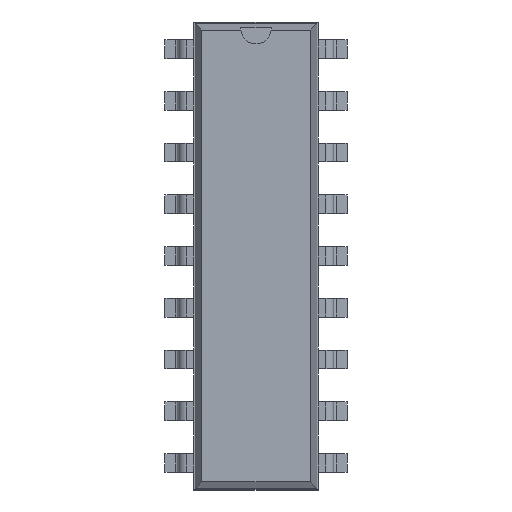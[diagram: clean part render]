
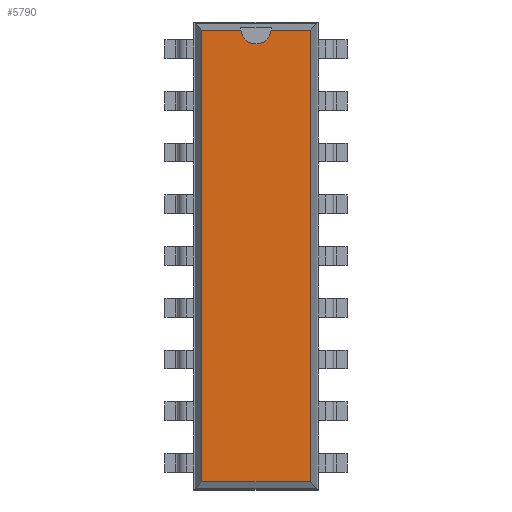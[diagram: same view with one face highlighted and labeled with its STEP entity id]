
A CAD part, top view. The second image highlights one B-rep face of the part: STEP entity #5790.
In plain terms, the highlighted planar face has unit normal (0, 0, 1).
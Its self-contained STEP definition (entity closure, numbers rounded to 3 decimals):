
#27=VECTOR('',#28,1.);
#28=DIRECTION('',(0.,1.,0.));
#34=VECTOR('',#35,1.);
#35=DIRECTION('',(-1.,0.,0.));
#41=VECTOR('',#42,1.);
#42=DIRECTION('',(0.,-1.,0.));
#46=VECTOR('',#47,1.);
#47=DIRECTION('',(1.,0.,0.));
#50=DIRECTION('',(0.,0.,-1.));
#1137=DIRECTION('',(0.,0.,-1.));
#3893=VERTEX_POINT('',#3894);
#3894=CARTESIAN_POINT('',(2.661,11.091,3.68));
#3896=ORIENTED_EDGE('',*,*,#3897,.F.);
#3897=EDGE_CURVE('',#3898,#3893,#3900,.T.);
#3898=VERTEX_POINT('',#3899);
#3899=CARTESIAN_POINT('',(2.661,-11.091,3.68));
#3900=LINE('',#3899,#27);
#4808=VERTEX_POINT('',#4809);
#4809=CARTESIAN_POINT('',(-2.661,11.091,3.68));
#4811=ORIENTED_EDGE('',*,*,#4812,.F.);
#4812=EDGE_CURVE('',#4813,#4808,#4815,.T.);
#4813=VERTEX_POINT('',#4814);
#4814=CARTESIAN_POINT('',(-0.746,11.091,3.68));
#4815=LINE('',#3894,#34);
#4834=VERTEX_POINT('',#4835);
#4835=CARTESIAN_POINT('',(0.746,11.091,3.68));
#4841=ORIENTED_EDGE('',*,*,#4842,.F.);
#4842=EDGE_CURVE('',#3893,#4834,#4815,.T.);
#4877=VERTEX_POINT('',#4878);
#4878=CARTESIAN_POINT('',(-2.661,-11.091,3.68));
#4880=ORIENTED_EDGE('',*,*,#4881,.F.);
#4881=EDGE_CURVE('',#4808,#4877,#4882,.T.);
#4882=LINE('',#4809,#41);
#5785=ORIENTED_EDGE('',*,*,#5786,.F.);
#5786=EDGE_CURVE('',#4877,#3898,#5787,.T.);
#5787=LINE('',#4878,#46);
#5790=ADVANCED_FACE('',(#5791),#5802,.F.);
#5791=FACE_BOUND('',#5792,.F.);
#5792=EDGE_LOOP('',(#3896,#5785,#4880,#4811,#5793,#5800,#4841));
#5793=ORIENTED_EDGE('',*,*,#5794,.F.);
#5794=EDGE_CURVE('',#5795,#4813,#5797,.T.);
#5795=VERTEX_POINT('',#5796);
#5796=CARTESIAN_POINT('',(0.,10.416,3.68));
#5797=CIRCLE('',#5798,0.75);
#5798=AXIS2_PLACEMENT_3D('',#5799,#1137,#42);
#5799=CARTESIAN_POINT('',(0.,11.166,3.68));
#5800=ORIENTED_EDGE('',*,*,#5801,.F.);
#5801=EDGE_CURVE('',#4834,#5795,#5797,.T.);
#5802=PLANE('',#5803);
#5803=AXIS2_PLACEMENT_3D('',#3899,#50,#5804);
#5804=DIRECTION('',(-0.233,0.972,0.));
